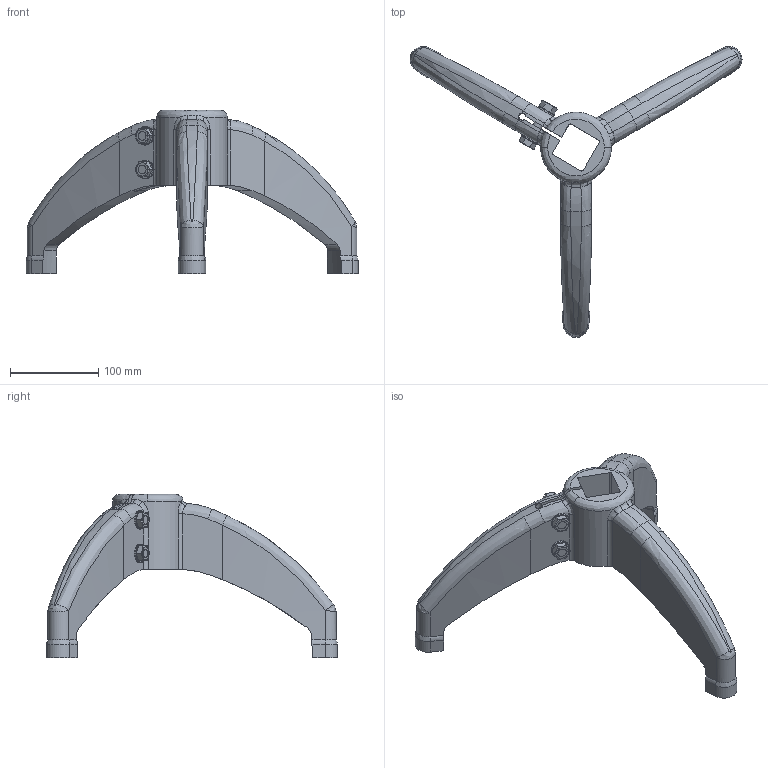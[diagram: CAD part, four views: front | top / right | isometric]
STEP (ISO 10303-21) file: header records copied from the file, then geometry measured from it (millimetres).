
FILE_DESCRIPTION (( 'STEP AP203' ), '1' );
FILE_NAME ('084.408.003.STEP', '2018-03-12T10:56:05', ( '' ), ( '' ), 'SwSTEP 2.0', 'SolidWorks 2016', '' );
FILE_SCHEMA (( 'CONFIG_CONTROL_DESIGN' ));
Length unit declared in the file: millimetre
Products named in the file (1): 084.408.003
Bounding box: 375.38 x 328.96 x 185 mm (x, y, z)
Surface area: 163095 mm2 (no closed solid volume)
Topology: 0 solids, 16 shells, 222 faces, 565 edges, 355 vertices
Faces by surface type: bspline 99, cylinder 60, plane 54, cone 9
Entity records: 12573 total; most frequent: CARTESIAN_POINT 7815, ORIENTED_EDGE 1064, DIRECTION 830, EDGE_CURVE 565, VERTEX_POINT 355, AXIS2_PLACEMENT_3D 352, EDGE_LOOP 233, CIRCLE 228
